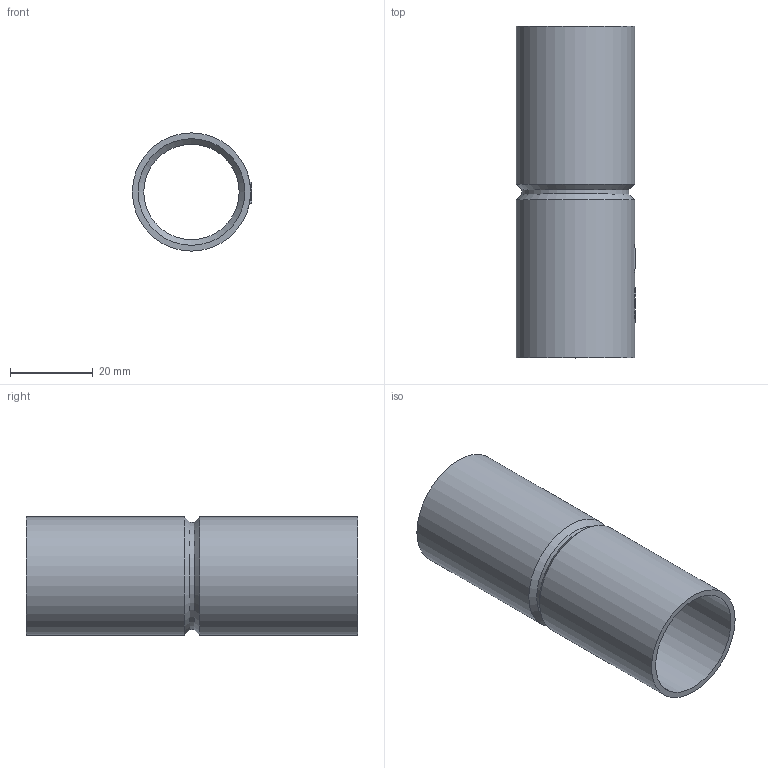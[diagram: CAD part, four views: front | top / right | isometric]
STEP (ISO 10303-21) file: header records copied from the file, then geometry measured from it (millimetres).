
FILE_DESCRIPTION(('STEP AP203'), '1');
FILE_NAME('Ïàòðóáîê-ìóôòà ä25 áåçãàëîãåííàÿ (HF) àòìîñôåðîñòîéêàÿ', '', ('UNSPECIFIED'), ('UNSPECIFIED'), 'ASCON STEP Converter 1.6', 'ASCON Math Kernel', '');
FILE_SCHEMA(('CONFIG_CONTROL_DESIGN'));
Length unit declared in the file: millimetre
Products named in the file (1): -02
Bounding box: 28.75 x 80 x 28.5 mm (x, y, z)
Volume: 9514.9 mm3; surface area: 14036.6 mm2
Topology: 1 solids, 1 shells, 87 faces, 222 edges, 146 vertices
Faces by surface type: plane 44, extrusion 23, cylinder 16, cone 4
Full cylindrical faces by diameter (mm): 23 x1, 25.7 x2, 25.8 x1, 28.5 x2
Entity records: 6413 total; most frequent: CARTESIAN_POINT 3706, ORIENTED_EDGE 424, DIRECTION 334, EDGE_CURVE 212, VERTEX_POINT 146, VECTOR 140, LINE 117, EDGE_LOOP 108
